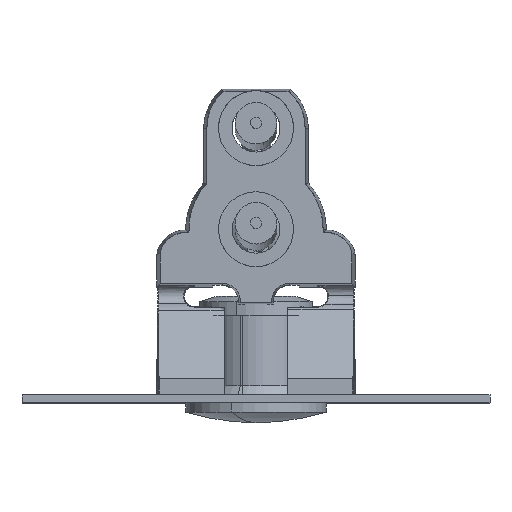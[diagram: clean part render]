
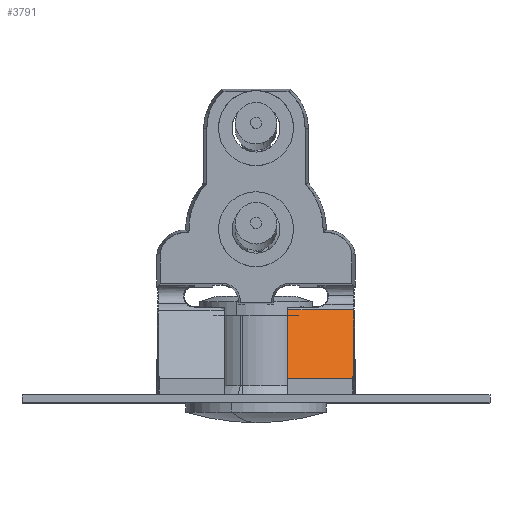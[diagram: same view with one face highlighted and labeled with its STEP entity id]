
A CAD part, top view. The second image highlights one B-rep face of the part: STEP entity #3791.
In plain terms, the highlighted planar face has unit normal (0, 0.766, 0.643).
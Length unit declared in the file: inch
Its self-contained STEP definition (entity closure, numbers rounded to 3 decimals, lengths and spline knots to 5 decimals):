
#82 = PLANE ( 'NONE',  #1537 ) ;
#242 = CARTESIAN_POINT ( 'NONE',  ( 0.259, -0.39866, 0.6875 ) ) ;
#442 = EDGE_CURVE ( 'NONE', #5572, #5357, #4984, .T. ) ;
#676 = CARTESIAN_POINT ( 'NONE',  ( 0.2642, 0.10104, 0.09199 ) ) ;
#688 = VECTOR ( 'NONE', #3036, 39.37008 ) ;
#967 = DIRECTION ( 'NONE',  ( 0., 0.643, -0.766 ) ) ;
#1369 = DIRECTION ( 'NONE',  ( 0., -0.643, 0.766 ) ) ;
#1426 = VERTEX_POINT ( 'NONE', #5472 ) ;
#1537 = AXIS2_PLACEMENT_3D ( 'NONE', #4581, #5238, #1369 ) ;
#1687 = VERTEX_POINT ( 'NONE', #1785 ) ;
#1785 = CARTESIAN_POINT ( 'NONE',  ( 0.085, -0.21435, 0.46785 ) ) ;
#2185 = LINE ( 'NONE', #3693, #688 ) ;
#2312 = ORIENTED_EDGE ( 'NONE', *, *, #7042, .F. ) ;
#2376 = CARTESIAN_POINT ( 'NONE',  ( 0.085, -0.39866, 0.6875 ) ) ;
#2931 = EDGE_LOOP ( 'NONE', ( #3006, #2312, #6862, #8050 ) ) ;
#3006 = ORIENTED_EDGE ( 'NONE', *, *, #7217, .F. ) ;
#3036 = DIRECTION ( 'NONE',  ( 1., 0., 0. ) ) ;
#3693 = CARTESIAN_POINT ( 'NONE',  ( -0.56181, -0.21435, 0.46785 ) ) ;
#3791 = ADVANCED_FACE ( 'NONE', ( #4039 ), #82, .T. ) ;
#4039 = FACE_OUTER_BOUND ( 'NONE', #2931, .T. ) ;
#4512 = DIRECTION ( 'NONE',  ( -0.007, -0.643, 0.766 ) ) ;
#4581 = CARTESIAN_POINT ( 'NONE',  ( -0.56181, 0.10459, 0.08776 ) ) ;
#4593 = LINE ( 'NONE', #5473, #6309 ) ;
#4984 = LINE ( 'NONE', #5350, #6689 ) ;
#5238 = DIRECTION ( 'NONE',  ( 0., 0.766, 0.643 ) ) ;
#5350 = CARTESIAN_POINT ( 'NONE',  ( -0.56181, -0.39866, 0.6875 ) ) ;
#5357 = VERTEX_POINT ( 'NONE', #242 ) ;
#5472 = CARTESIAN_POINT ( 'NONE',  ( 0.26092, -0.21435, 0.46785 ) ) ;
#5473 = CARTESIAN_POINT ( 'NONE',  ( 0.085, 0.10459, 0.08776 ) ) ;
#5572 = VERTEX_POINT ( 'NONE', #2376 ) ;
#5986 = DIRECTION ( 'NONE',  ( 1., 0., 0. ) ) ;
#6279 = EDGE_CURVE ( 'NONE', #5572, #1687, #4593, .T. ) ;
#6309 = VECTOR ( 'NONE', #967, 39.37008 ) ;
#6689 = VECTOR ( 'NONE', #5986, 39.37008 ) ;
#6862 = ORIENTED_EDGE ( 'NONE', *, *, #6279, .F. ) ;
#7042 = EDGE_CURVE ( 'NONE', #1687, #1426, #2185, .T. ) ;
#7217 = EDGE_CURVE ( 'NONE', #1426, #5357, #7629, .T. ) ;
#7430 = VECTOR ( 'NONE', #4512, 39.37008 ) ;
#7629 = LINE ( 'NONE', #676, #7430 ) ;
#8050 = ORIENTED_EDGE ( 'NONE', *, *, #442, .T. ) ;
